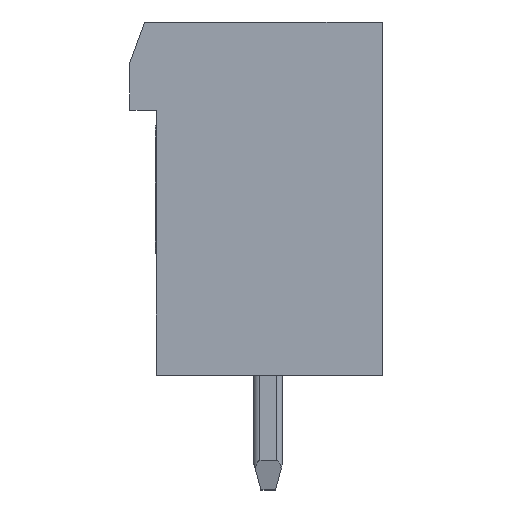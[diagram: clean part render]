
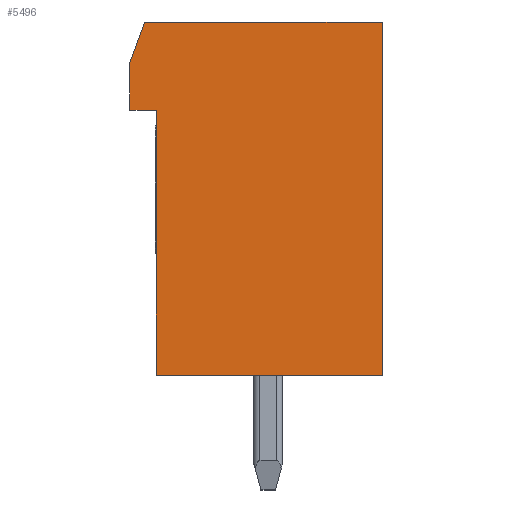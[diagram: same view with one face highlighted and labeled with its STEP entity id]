
A CAD part, left-side view. The second image highlights one B-rep face of the part: STEP entity #5496.
In plain terms, the highlighted planar face has unit normal (-1, 0, 0).
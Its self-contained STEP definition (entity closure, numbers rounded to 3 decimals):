
#5496=ADVANCED_FACE('',(#13022),#13023,.F.);
#7888=VERTEX_POINT('',#15854);
#7892=VERTEX_POINT('',#15858);
#7894=EDGE_CURVE('',#7888,#7892,#15860,.T.);
#7984=VERTEX_POINT('',#15950);
#7988=EDGE_CURVE('',#7888,#7984,#15954,.T.);
#7990=VERTEX_POINT('',#15956);
#7994=VERTEX_POINT('',#15960);
#7998=EDGE_CURVE('',#7990,#7994,#15964,.T.);
#8000=VERTEX_POINT('',#15966);
#8006=EDGE_CURVE('',#7892,#8000,#15972,.T.);
#8042=VERTEX_POINT('',#16009);
#8046=EDGE_CURVE('',#8042,#7990,#16013,.T.);
#8050=EDGE_CURVE('',#7984,#8042,#16017,.T.);
#8062=EDGE_CURVE('',#8000,#7994,#16029,.T.);
#13022=FACE_OUTER_BOUND('',#24704,.T.);
#13023=PLANE('',#24705);
#15854=CARTESIAN_POINT('',(0.0,0.0,12.0));
#15858=CARTESIAN_POINT('',(0.0,0.0,0.0));
#15860=LINE('',#28622,#28623);
#15950=CARTESIAN_POINT('',(0.0,8.07,12.0));
#15954=LINE('',#28780,#28781);
#15956=CARTESIAN_POINT('',(0.0,8.57,9.));
#15960=CARTESIAN_POINT('',(0.0,7.67,9.));
#15964=LINE('',#28796,#28797);
#15966=CARTESIAN_POINT('',(0.0,7.67,0.0));
#15972=LINE('',#28810,#28811);
#16009=CARTESIAN_POINT('',(0.0,8.57,10.626));
#16013=LINE('',#28878,#28879);
#16017=LINE('',#28886,#28887);
#16029=LINE('',#28909,#28910);
#24704=EDGE_LOOP('',(#36852,#36853,#36854,#36855,#36856,#36857,#36858));
#24705=AXIS2_PLACEMENT_3D('',#36859,#36860,#36861);
#28622=CARTESIAN_POINT('',(0.0,0.0,12.0));
#28623=VECTOR('',#40739,1.0);
#28780=CARTESIAN_POINT('',(0.0,0.0,12.0));
#28781=VECTOR('',#40777,1.0);
#28796=CARTESIAN_POINT('',(0.0,8.57,9.));
#28797=VECTOR('',#40780,1.0);
#28810=CARTESIAN_POINT('',(0.0,0.0,0.0));
#28811=VECTOR('',#40783,1.0);
#28878=CARTESIAN_POINT('',(0.0,8.57,10.626));
#28879=VECTOR('',#40809,1.0);
#28886=CARTESIAN_POINT('',(0.0,8.07,12.0));
#28887=VECTOR('',#40811,1.0);
#28909=CARTESIAN_POINT('',(0.0,7.67,0.0));
#28910=VECTOR('',#40819,1.0);
#36852=ORIENTED_EDGE('',*,*,#7988,.T.);
#36853=ORIENTED_EDGE('',*,*,#8050,.T.);
#36854=ORIENTED_EDGE('',*,*,#8046,.T.);
#36855=ORIENTED_EDGE('',*,*,#7998,.T.);
#36856=ORIENTED_EDGE('',*,*,#8062,.F.);
#36857=ORIENTED_EDGE('',*,*,#8006,.F.);
#36858=ORIENTED_EDGE('',*,*,#7894,.F.);
#36859=CARTESIAN_POINT('',(0.0,-0.221,12.306));
#36860=DIRECTION('',(1.0,-0.0,0.0));
#36861=DIRECTION('',(0.0,0.0,-1.0));
#40739=DIRECTION('',(0.0,0.0,-1.0));
#40777=DIRECTION('',(0.0,1.0,0.0));
#40780=DIRECTION('',(0.0,-1.0,0.0));
#40783=DIRECTION('',(0.0,1.0,0.0));
#40809=DIRECTION('',(0.0,0.0,-1.0));
#40811=DIRECTION('',(0.0,0.342,-0.94));
#40819=DIRECTION('',(0.0,0.0,1.0));
